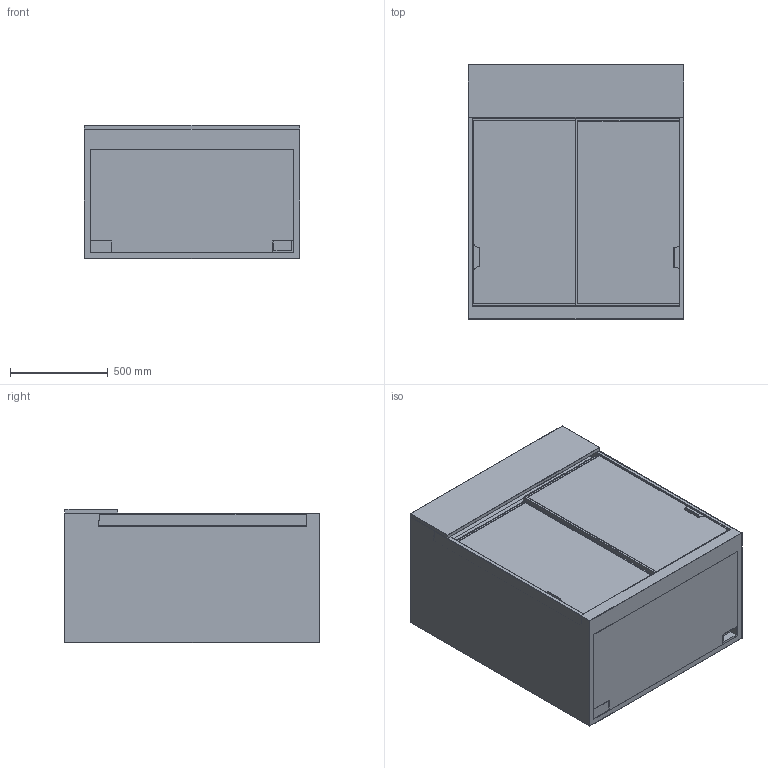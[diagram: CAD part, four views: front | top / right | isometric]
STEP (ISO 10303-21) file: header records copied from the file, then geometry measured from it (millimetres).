
FILE_DESCRIPTION (( 'STEP AP214' ), '1' );
FILE_NAME ('KKV-S-110-Z.step', '2024-11-06T13:33:24', ( '' ), ( '' ), 'SwSTEP 2.0', 'SolidWorks 2023', '' );
FILE_SCHEMA (( 'AUTOMOTIVE_DESIGN' ));
Length unit declared in the file: millimetre
Products named in the file (5): 19-10-41780_S-FKV-Z-FKV-110 Korpus; 19-10-41775_S-FKV-BR-TUER-1100-1300-L; KKV-S-110-Z; 19-10-41790_BORD-1100-660; 19-10-41775_S-FKV-BR-TUER-1100-1300-R
Assembly tree (5 placements, depth 2):
  KKV-S-110-Z
    19-10-41780_S-FKV-Z-FKV-110 Korpus
    19-10-41775_S-FKV-BR-TUER-1100-1300-L
    19-10-41775_S-FKV-BR-TUER-1100-1300-R
    19-10-41790_BORD-1100-660  x2
Bounding box: 1100 x 1300 x 680 mm (x, y, z)
Volume: 261491954.3 mm3; surface area: 15297510.8 mm2
Topology: 10 solids, 10 shells, 335 faces, 827 edges, 484 vertices
Faces by surface type: plane 195, cylinder 100, sphere 36, bspline 2, torus 2
Entity records: 9011 total; most frequent: CARTESIAN_POINT 1626, DIRECTION 1507, ORIENTED_EDGE 1466, EDGE_CURVE 733, VECTOR 551, LINE 551, AXIS2_PLACEMENT_3D 478, VERTEX_POINT 445
